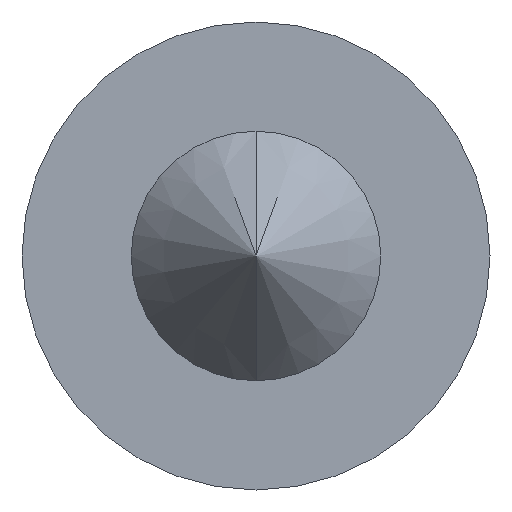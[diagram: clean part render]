
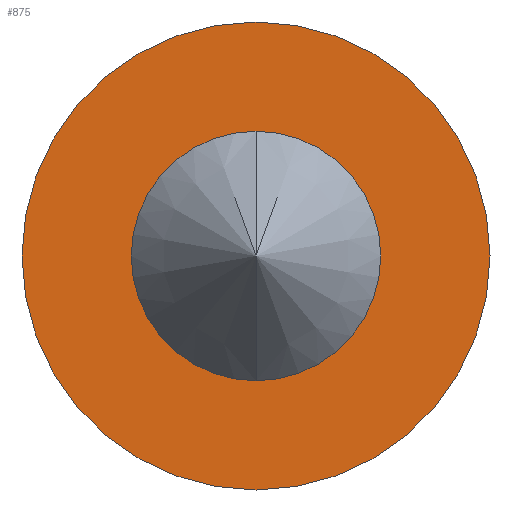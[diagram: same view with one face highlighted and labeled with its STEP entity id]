
A CAD part, front view. The second image highlights one B-rep face of the part: STEP entity #875.
In plain terms, the highlighted planar face has unit normal (0, -1, 0).
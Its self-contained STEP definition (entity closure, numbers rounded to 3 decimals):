
#15 = ORIENTED_EDGE ( 'NONE', *, *, #854, .T. ) ;
#109 = EDGE_LOOP ( 'NONE', ( #683, #708 ) ) ;
#110 = EDGE_LOOP ( 'NONE', ( #173, #15 ) ) ;
#173 = ORIENTED_EDGE ( 'NONE', *, *, #856, .T. ) ;
#184 = VERTEX_POINT ( 'NONE', #193 ) ;
#193 = CARTESIAN_POINT ( 'NONE',  ( 0., 0., -3.5 ) ) ;
#197 = CARTESIAN_POINT ( 'NONE',  ( 0., 0., -7.5 ) ) ;
#224 = CARTESIAN_POINT ( 'NONE',  ( 0., 0., 7.5 ) ) ;
#227 = CARTESIAN_POINT ( 'NONE',  ( 0., 0., 3.5 ) ) ;
#343 = AXIS2_PLACEMENT_3D ( 'NONE', #545, #546, #547 ) ;
#351 = FACE_BOUND ( 'NONE', #110, .T. ) ;
#355 = FACE_OUTER_BOUND ( 'NONE', #109, .T. ) ;
#356 = AXIS2_PLACEMENT_3D ( 'NONE', #562, #563, #564 ) ;
#493 = CARTESIAN_POINT ( 'NONE',  ( 0., 0., 0. ) ) ;
#500 = DIRECTION ( 'NONE',  ( 0., 1., 0. ) ) ;
#501 = DIRECTION ( 'NONE',  ( 0., 0., -1. ) ) ;
#505 = CARTESIAN_POINT ( 'NONE',  ( 0., 0., 0. ) ) ;
#506 = DIRECTION ( 'NONE',  ( 0., 1., 0. ) ) ;
#507 = DIRECTION ( 'NONE',  ( 0., 0., -1. ) ) ;
#529 = CARTESIAN_POINT ( 'NONE',  ( 0., 0., 0. ) ) ;
#536 = DIRECTION ( 'NONE',  ( 0., 1., 0. ) ) ;
#537 = DIRECTION ( 'NONE',  ( 0., 0., 1. ) ) ;
#545 = CARTESIAN_POINT ( 'NONE',  ( 0., 0., 0. ) ) ;
#546 = DIRECTION ( 'NONE',  ( 0., 1., 0. ) ) ;
#547 = DIRECTION ( 'NONE',  ( 0., 0., 1. ) ) ;
#558 = PLANE ( 'NONE',  #356 ) ;
#562 = CARTESIAN_POINT ( 'NONE',  ( 0., 0., 3. ) ) ;
#563 = DIRECTION ( 'NONE',  ( 0., -1., 0. ) ) ;
#564 = DIRECTION ( 'NONE',  ( 0., 0., -1. ) ) ;
#683 = ORIENTED_EDGE ( 'NONE', *, *, #866, .F. ) ;
#694 = VERTEX_POINT ( 'NONE', #197 ) ;
#708 = ORIENTED_EDGE ( 'NONE', *, *, #870, .F. ) ;
#722 = VERTEX_POINT ( 'NONE', #224 ) ;
#725 = VERTEX_POINT ( 'NONE', #227 ) ;
#773 = AXIS2_PLACEMENT_3D ( 'NONE', #493, #500, #501 ) ;
#776 = AXIS2_PLACEMENT_3D ( 'NONE', #505, #506, #507 ) ;
#780 = AXIS2_PLACEMENT_3D ( 'NONE', #529, #536, #537 ) ;
#854 = EDGE_CURVE ( 'NONE', #725, #184, #907, .T. ) ;
#856 = EDGE_CURVE ( 'NONE', #184, #725, #911, .T. ) ;
#866 = EDGE_CURVE ( 'NONE', #722, #694, #914, .T. ) ;
#870 = EDGE_CURVE ( 'NONE', #694, #722, #916, .T. ) ;
#875 = ADVANCED_FACE ( 'NONE', ( #351, #355 ), #558, .T. ) ;
#907 = CIRCLE ( 'NONE', #773, 3.5 ) ;
#911 = CIRCLE ( 'NONE', #776, 3.5 ) ;
#914 = CIRCLE ( 'NONE', #780, 7.5 ) ;
#916 = CIRCLE ( 'NONE', #343, 7.5 ) ;
